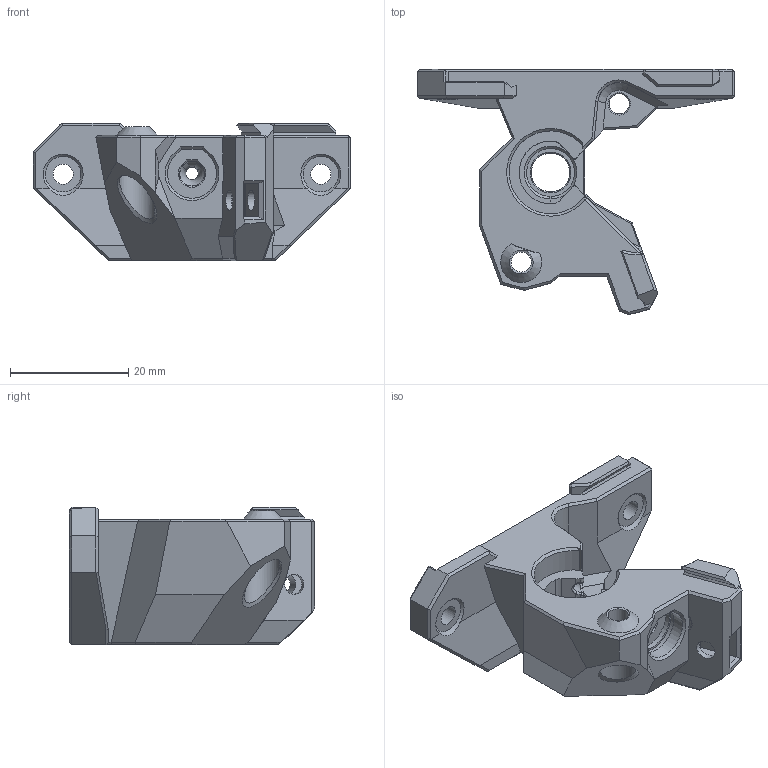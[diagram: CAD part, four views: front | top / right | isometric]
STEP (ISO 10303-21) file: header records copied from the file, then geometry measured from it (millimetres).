
FILE_DESCRIPTION(/* description */ ('STEP AP242','CAx-IF Rec.Pracs.---Representation and Presentation of Product Manufacturing Information (PMI)---4.0---2014-10-13','CAx-IF Rec.Pracs.---3D Tessellated Geometry---0.4---2014-09-14','2;1'),/* implementation_level */ '2;1');
FILE_NAME(/* name */ 'A4T - WWBMG - Main_Body [Sherpa-Mini spacing] - Crossbow',/* time_stamp */ '2025-08-15T13:05:19Z',/* author */ (''),/* organization */ (''),/* preprocessor_version */ 'ST-DEVELOPER v20',/* originating_system */ 'ONSHAPE BY PTC INC, 1.202',/* authorisation */ ' ');
FILE_SCHEMA (('AP242_MANAGED_MODEL_BASED_3D_ENGINEERING_MIM_LF { 1 0 10303 442 1 1 4 }'));
Length unit declared in the file: metre
Products named in the file (1): A4T - WWBMG - Main_Body [Sherpa-Mini spacing] - Crossbow
Bounding box: 53.59 x 41.37 x 23.2 mm (x, y, z)
Volume: 13025.8 mm3; surface area: 6902.8 mm2
Topology: 1 solids, 1 shells, 333 faces, 859 edges, 532 vertices
Faces by surface type: plane 237, cylinder 50, cone 30, bspline 12, torus 4
Full cylindrical faces by diameter (mm): 3.4 x6, 6 x1, 6.25 x1, 6.5 x1, 9 x1
Entity records: 10059 total; most frequent: CARTESIAN_POINT 2129, ORIENTED_EDGE 1652, DIRECTION 1571, EDGE_CURVE 826, LINE 623, VECTOR 623, VERTEX_POINT 522, AXIS2_PLACEMENT_3D 474
